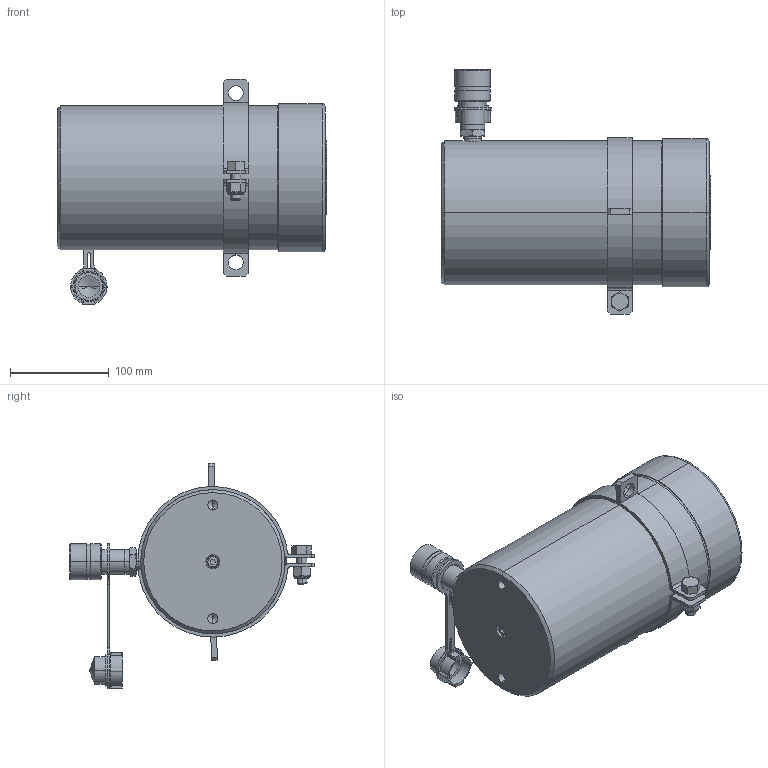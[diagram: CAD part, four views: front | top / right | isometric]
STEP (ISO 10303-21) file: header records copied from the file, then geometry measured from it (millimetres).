
FILE_DESCRIPTION (( 'STEP AP214' ), '1' );
FILE_NAME ('HSS756.STEP', '2016-07-15T10:32:39', ( '' ), ( '' ), 'SwSTEP 2.0', 'SolidWorks 2016', '' );
FILE_SCHEMA (( 'AUTOMOTIVE_DESIGN' ));
Length unit declared in the file: millimetre
Products named in the file (20): SIC048TE002; SPC048TH001; CF1; PPC1; SRC095WL001; PRC114HG001; CBC114SG002; FFC004RC001; HSS756; NUC010LC000; FLC146LA001_Default<As Machined>; HEX HEAD BOLT_BLC010LB030; PTP###T####_PTP146TP075; WAC006EB000; SOCKET CAP HEAD SCREWS_BLC006JD016; PWB WIPER_SEC095XE001; PISTON TEE SEAL_SEC114GA001; HA75; SOCKET CAP HEAD SCREWS_BLC006JD050; SOCKET CAP HEAD SCREWS_BLC006JD070
Assembly tree (22 placements, depth 2):
  HSS756
    CBC114SG002
    PRC114HG001
    SRC095WL001
    PPC1
    CF1
    SPC048TH001
    SIC048TE002  x2
    SOCKET CAP HEAD SCREWS_BLC006JD016  x2
    SOCKET CAP HEAD SCREWS_BLC006JD070
    SOCKET CAP HEAD SCREWS_BLC006JD050
    HA75
    PISTON TEE SEAL_SEC114GA001
    PWB WIPER_SEC095XE001
    WAC006EB000  x2
    PTP###T####_PTP146TP075
    HEX HEAD BOLT_BLC010LB030
    FLC146LA001_Default<As Machined>
    NUC010LC000
    FFC004RC001
Bounding box: 272.5 x 247.38 x 228.21 mm (x, y, z)
Volume: 3752492.4 mm3; surface area: 703320.6 mm2
Topology: 24 solids, 24 shells, 588 faces, 1292 edges, 803 vertices
Faces by surface type: cylinder 228, plane 194, cone 123, torus 37, bspline 6
Entity records: 24874 total; most frequent: CARTESIAN_POINT 10550, DIRECTION 2901, ORIENTED_EDGE 2434, EDGE_CURVE 1217, AXIS2_PLACEMENT_3D 1198, VERTEX_POINT 763, EDGE_LOOP 656, CIRCLE 619
